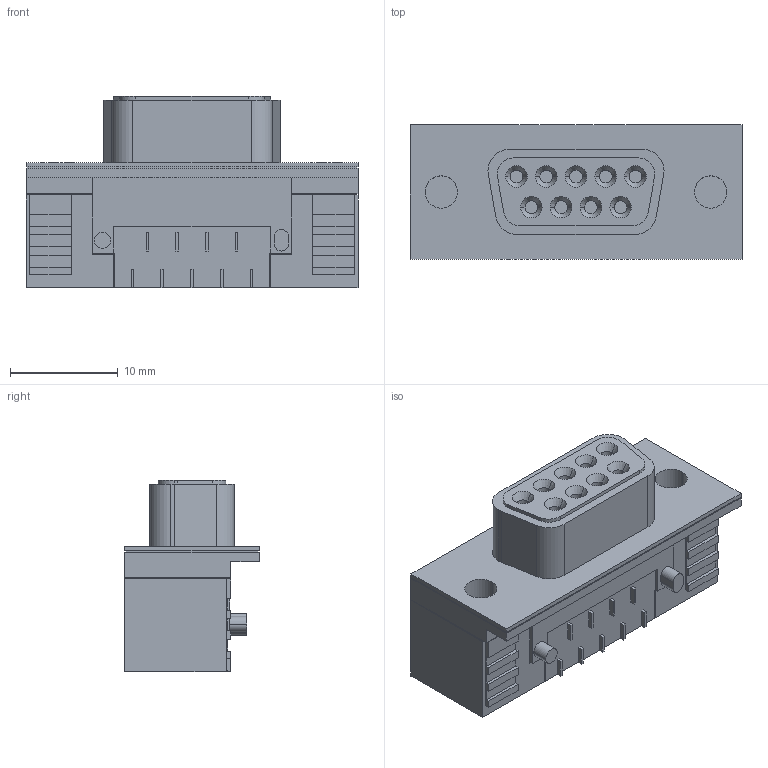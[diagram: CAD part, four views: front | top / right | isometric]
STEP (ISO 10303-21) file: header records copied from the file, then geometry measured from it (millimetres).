
FILE_DESCRIPTION (( 'STEP AP214' ), '1' );
FILE_NAME ('XM3L_0912_02N.step', '2019-03-14T05:45:14', ( 'OSMC1.0 ' ), ( ' ' ), 'SwSTEP 2.0', 'SolidWorks 2002025', '' );
FILE_SCHEMA (( 'AUTOMOTIVE_DESIGN' ));
Length unit declared in the file: millimetre
Products named in the file (1): XM3L_0912_02N
Bounding box: 30.8 x 12.5 x 17.75 mm (x, y, z)
Volume: 3931.6 mm3; surface area: 2631.5 mm2
Topology: 1 solids, 1 shells, 230 faces, 584 edges, 382 vertices
Faces by surface type: plane 175, cylinder 37, cone 18
Entity records: 8242 total; most frequent: CARTESIAN_POINT 1197, ORIENTED_EDGE 1168, DIRECTION 1138, EDGE_CURVE 584, LINE 492, VECTOR 492, VERTEX_POINT 382, AXIS2_PLACEMENT_3D 323
